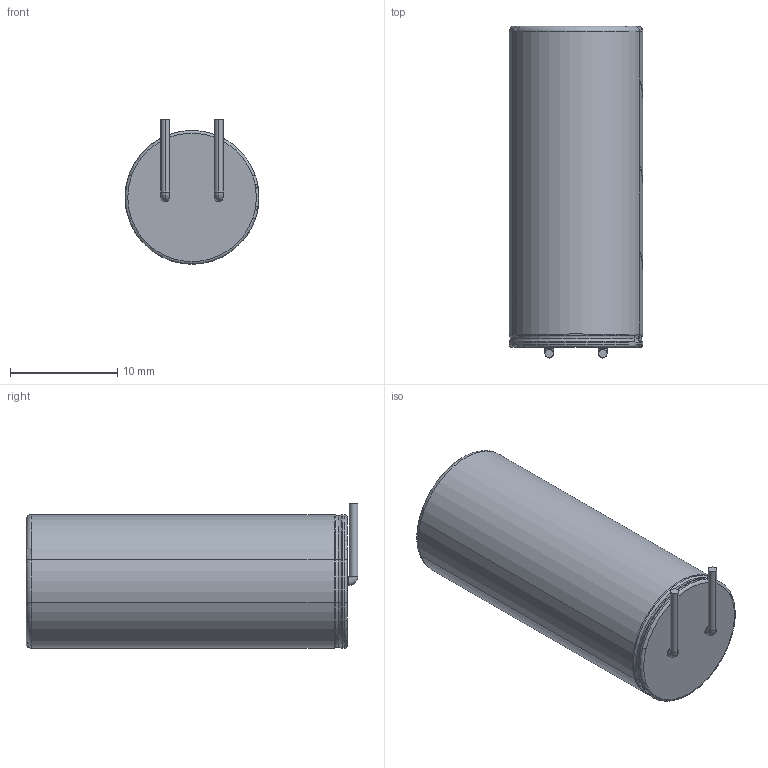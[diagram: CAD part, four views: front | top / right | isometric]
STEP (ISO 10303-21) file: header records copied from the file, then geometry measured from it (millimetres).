
FILE_DESCRIPTION (( 'STEP AP214' ), '1' );
FILE_NAME ('C DIP 12.5x30 P=5 H .STEP', '2014-09-09T08:01:32', ( 'Master' ), ( '' ), 'SwSTEP 2.0', 'SolidWorks 2013', '' );
FILE_SCHEMA (( 'AUTOMOTIVE_DESIGN' ));
Length unit declared in the file: millimetre
Products named in the file (1): C DIP 12.5x30 P=5 H 
Bounding box: 12.5 x 31 x 13.5 mm (x, y, z)
Volume: 3676.2 mm3; surface area: 1453.4 mm2
Topology: 1 solids, 1 shells, 99 faces, 235 edges, 147 vertices
Faces by surface type: torus 53, cylinder 38, plane 8
Entity records: 3803 total; most frequent: CARTESIAN_POINT 749, DIRECTION 490, ORIENTED_EDGE 470, EDGE_CURVE 235, AXIS2_PLACEMENT_3D 219, VERTEX_POINT 147, CIRCLE 119, EDGE_LOOP 108
